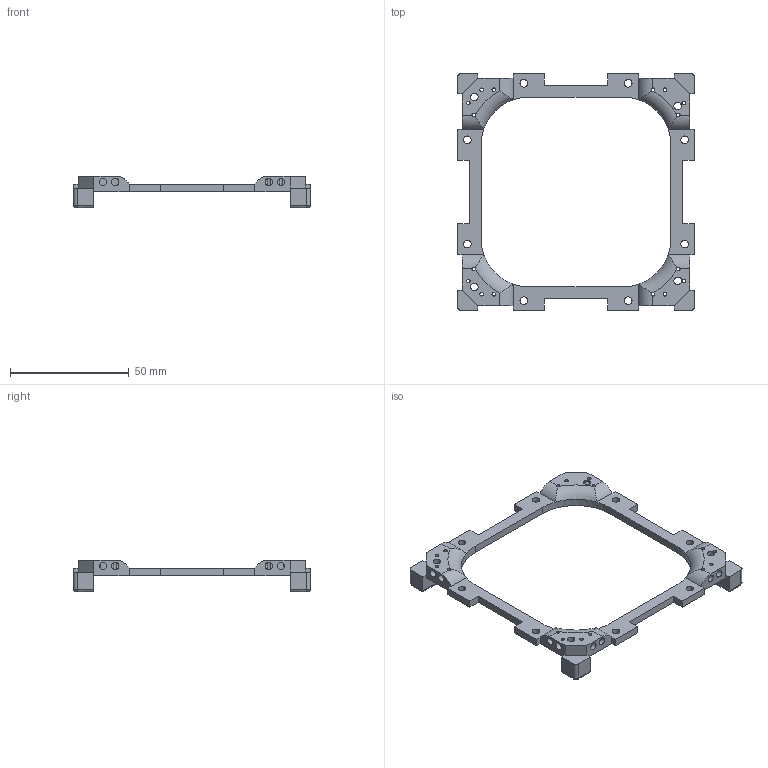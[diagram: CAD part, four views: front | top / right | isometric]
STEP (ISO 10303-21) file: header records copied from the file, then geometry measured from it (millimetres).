
FILE_DESCRIPTION(/* description */ ('','CAx-IF Rec.Pracs.---Representation and Presentation of Product Manufacturing Information (PMI)---4.0---2014-10-13'),/* implementation_level */ '2;1');
FILE_NAME(/* name */ 'BottomFrame_v2build v15.step',/* time_stamp */ '2025-01-16T14:51:19-05:00',/* author */ (''),/* organization */ (''),/* preprocessor_version */ 'ST-DEVELOPER v20',/* originating_system */ 'Autodesk Translation Framework v13.20.0.188',/* authorisation */ '');
FILE_SCHEMA (('AP242_MANAGED_MODEL_BASED_3D_ENGINEERING_MIM_LF { 1 0 10303 442 1 1 4 }'));
Length unit declared in the file: millimetre
Products named in the file (1): BottomFrame_v2build
Bounding box: 99.8 x 99.8 x 13.3 mm (x, y, z)
Volume: 14227.8 mm3; surface area: 11411 mm2
Topology: 1 solids, 1 shells, 191 faces, 590 edges, 380 vertices
Faces by surface type: plane 103, cylinder 80, bspline 4, torus 4
Full cylindrical faces by diameter (mm): 1.5 x20, 3.2 x28
Entity records: 7749 total; most frequent: CARTESIAN_POINT 2305, ORIENTED_EDGE 1180, DIRECTION 1056, EDGE_CURVE 590, VERTEX_POINT 380, AXIS2_PLACEMENT_3D 366, LINE 324, VECTOR 324
